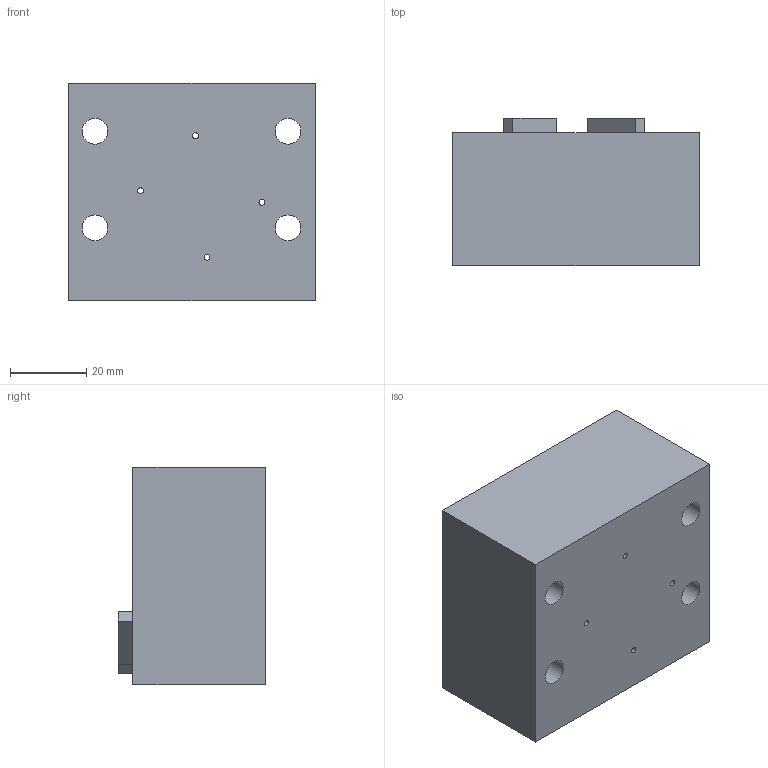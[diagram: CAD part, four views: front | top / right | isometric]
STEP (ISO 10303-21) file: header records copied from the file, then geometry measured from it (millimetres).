
FILE_DESCRIPTION(/* description */ (''),/* implementation_level */ '2;1');
FILE_NAME(/* name */ 'ResGalvoMount_base_plate.stp',/* time_stamp */ '2022-05-25T17:58:43-04:00',/* author */ ('kk4764'),/* organization */ (''),/* preprocessor_version */ 'ST-DEVELOPER v18.1',/* originating_system */ 'Autodesk Inventor 2022',/* authorisation */ '');
FILE_SCHEMA (('AUTOMOTIVE_DESIGN { 1 0 10303 214 3 1 1 }'));
Length unit declared in the file: inch
Products named in the file (1): ResGalvoMount_base_plate
Bounding box: 64.77 x 38.75 x 57.15 mm (x, y, z)
Volume: 122950.9 mm3; surface area: 19937.5 mm2
Topology: 1 solids, 1 shells, 32 faces, 72 edges, 48 vertices
Faces by surface type: plane 20, cylinder 12
Full cylindrical faces by diameter (mm): 1.567 x4, 6.756 x4, 11.125 x4
Entity records: 975 total; most frequent: DIRECTION 162, CARTESIAN_POINT 153, ORIENTED_EDGE 144, EDGE_CURVE 72, AXIS2_PLACEMENT_3D 57, EDGE_LOOP 54, LINE 48, VECTOR 48
